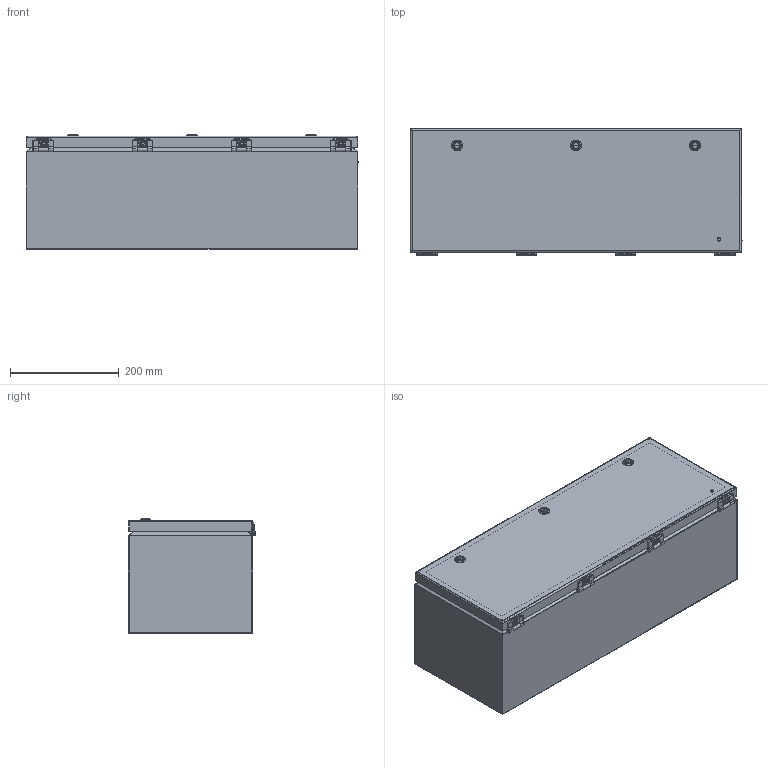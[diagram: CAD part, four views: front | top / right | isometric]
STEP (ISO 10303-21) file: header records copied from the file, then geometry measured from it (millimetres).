
FILE_DESCRIPTION (( 'STEP AP214' ), '1' );
FILE_NAME ('SCE-L9248ELJ.STEP', '2023-03-21T17:43:48', ( '' ), ( '' ), 'SwSTEP 2.0', 'SolidWorks 2021', '' );
FILE_SCHEMA (( 'AUTOMOTIVE_DESIGN' ));
Length unit declared in the file: inch
Products named in the file (1): SCE-L9248ELJ
Bounding box: 609.7 x 234.18 x 210.72 mm (x, y, z)
Volume: 1316297.1 mm3; surface area: 1624967.5 mm2
Topology: 56 solids, 56 shells, 2433 faces, 6009 edges, 3538 vertices
Faces by surface type: plane 1239, cylinder 604, bspline 520, cone 62, torus 6, sphere 2
Full cylindrical faces by diameter (mm): 3.81 x4, 3.962 x4, 4.013 x12, 4.166 x4, 4.42 x4, 4.775 x8, 4.826 x9, 5.08 x3, 5.537 x2, 6.058 x3, 6.35 x6, 6.463 x3, 6.502 x2, 6.604 x4, 6.824 x3, 7.112 x6, 7.167 x3, 7.216 x6, 7.874 x3, 8.28 x3, 8.89 x3, 9.474 x6, 10.922 x3, 11.684 x3, 12.065 x3, 16.002 x3, 20.018 x3
Entity records: 84524 total; most frequent: CARTESIAN_POINT 32259, ORIENTED_EDGE 11106, DIRECTION 9545, EDGE_CURVE 5553, VERTEX_POINT 3492, AXIS2_PLACEMENT_3D 3350, VECTOR 2845, LINE 2845
